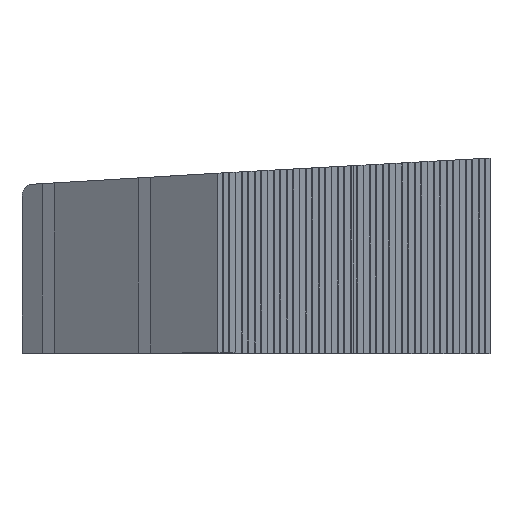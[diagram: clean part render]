
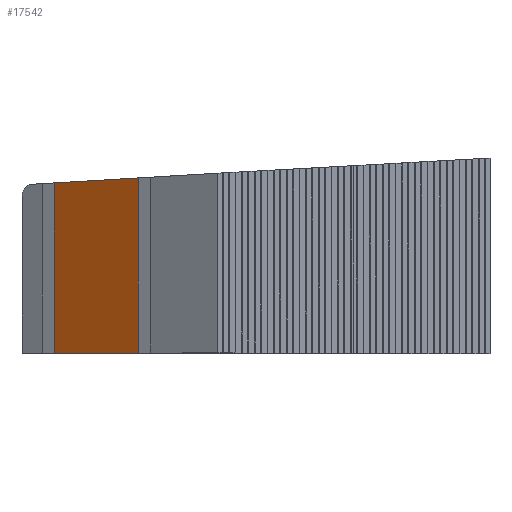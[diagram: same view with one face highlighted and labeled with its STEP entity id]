
A CAD part, top view. The second image highlights one B-rep face of the part: STEP entity #17542.
In plain terms, the highlighted planar face has unit normal (-0.609, 0, 0.793).
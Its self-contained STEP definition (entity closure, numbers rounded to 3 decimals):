
#17434 = EDGE_CURVE('',#17435,#17437,#17439,.T.);
#17435 = VERTEX_POINT('',#17436);
#17436 = CARTESIAN_POINT('',(11056.924,0.,3921.015));
#17437 = VERTEX_POINT('',#17438);
#17438 = CARTESIAN_POINT('',(11056.924,565.049,
    3921.015));
#17439 = SURFACE_CURVE('',#17440,(#17444,#17455),.PCURVE_S1.);
#17440 = LINE('',#17441,#17442);
#17441 = CARTESIAN_POINT('',(11056.924,1.04,
    3921.015));
#17442 = VECTOR('',#17443,1.);
#17443 = DIRECTION('',(-0.,1.,-0.));
#17444 = PCURVE('',#17445,#17450);
#17445 = PLANE('',#17446);
#17446 = AXIS2_PLACEMENT_3D('',#17447,#17448,#17449);
#17447 = CARTESIAN_POINT('',(10943.432,22.278,
    3850.872));
#17448 = DIRECTION('',(-0.526,0.,0.851));
#17449 = DIRECTION('',(0.851,0.,0.526));
#17450 = DEFINITIONAL_REPRESENTATION('',(#17451),#17454);
#17451 = B_SPLINE_CURVE_WITH_KNOTS('',1,(#17452,#17453),.UNSPECIFIED.,
  .F.,.F.,(2,2),(-654.708,709.34),
  .PIECEWISE_BEZIER_KNOTS.);
#17452 = CARTESIAN_POINT('',(133.418,-675.945));
#17453 = CARTESIAN_POINT('',(133.418,688.103));
#17454 = ( GEOMETRIC_REPRESENTATION_CONTEXT(2) 
PARAMETRIC_REPRESENTATION_CONTEXT() REPRESENTATION_CONTEXT('2D SPACE',''
  ) );
#17455 = PCURVE('',#17456,#17461);
#17456 = PLANE('',#17457);
#17457 = AXIS2_PLACEMENT_3D('',#17458,#17459,#17460);
#17458 = CARTESIAN_POINT('',(-6932.039,-20.197,
    -9874.187));
#17459 = DIRECTION('',(0.609,0.,-0.794));
#17460 = DIRECTION('',(0.,-1.,0.));
#17461 = DEFINITIONAL_REPRESENTATION('',(#17462),#17465);
#17462 = B_SPLINE_CURVE_WITH_KNOTS('',1,(#17463,#17464),.UNSPECIFIED.,
  .F.,.F.,(2,2),(-654.708,709.34),
  .PIECEWISE_BEZIER_KNOTS.);
#17463 = CARTESIAN_POINT('',(633.471,-22669.591));
#17464 = CARTESIAN_POINT('',(-730.577,-22669.591));
#17465 = ( GEOMETRIC_REPRESENTATION_CONTEXT(2) 
PARAMETRIC_REPRESENTATION_CONTEXT() REPRESENTATION_CONTEXT('2D SPACE',''
  ) );
#17482 = PLANE('',#17483);
#17483 = AXIS2_PLACEMENT_3D('',#17484,#17485,#17486);
#17484 = CARTESIAN_POINT('',(0.,0.,-7500.));
#17485 = DIRECTION('',(0.,-1.,-0.));
#17486 = DIRECTION('',(1.,0.,0.));
#17532 = PLANE('',#17533);
#17533 = AXIS2_PLACEMENT_3D('',#17534,#17535,#17536);
#17534 = CARTESIAN_POINT('',(4.582,-78.677,0.));
#17535 = DIRECTION('',(0.058,-0.998,0.));
#17536 = DIRECTION('',(0.,0.,-1.));
#17542 = ADVANCED_FACE('',(#17543),#17456,.F.);
#17543 = FACE_BOUND('',#17544,.F.);
#17544 = EDGE_LOOP('',(#17545,#17566,#17567,#17588));
#17545 = ORIENTED_EDGE('',*,*,#17546,.T.);
#17546 = EDGE_CURVE('',#17547,#17435,#17549,.T.);
#17547 = VERTEX_POINT('',#17548);
#17548 = CARTESIAN_POINT('',(11336.541,0.,4135.445));
#17549 = SURFACE_CURVE('',#17550,(#17554,#17560),.PCURVE_S1.);
#17550 = LINE('',#17551,#17552);
#17551 = CARTESIAN_POINT('',(-4176.297,0.,-7760.89)
  );
#17552 = VECTOR('',#17553,1.);
#17553 = DIRECTION('',(-0.794,0.,-0.609));
#17554 = PCURVE('',#17456,#17555);
#17555 = DEFINITIONAL_REPRESENTATION('',(#17556),#17559);
#17556 = B_SPLINE_CURVE_WITH_KNOTS('',1,(#17557,#17558),.UNSPECIFIED.,
  .F.,.F.,(2,2),(-19584.429,-19161.584),
  .PIECEWISE_BEZIER_KNOTS.);
#17557 = CARTESIAN_POINT('',(-20.197,-23057.2));
#17558 = CARTESIAN_POINT('',(-20.197,-22634.354));
#17559 = ( GEOMETRIC_REPRESENTATION_CONTEXT(2) 
PARAMETRIC_REPRESENTATION_CONTEXT() REPRESENTATION_CONTEXT('2D SPACE',''
  ) );
#17560 = PCURVE('',#17482,#17561);
#17561 = DEFINITIONAL_REPRESENTATION('',(#17562),#17565);
#17562 = B_SPLINE_CURVE_WITH_KNOTS('',1,(#17563,#17564),.UNSPECIFIED.,
  .F.,.F.,(2,2),(-19584.429,-19161.584),
  .PIECEWISE_BEZIER_KNOTS.);
#17563 = CARTESIAN_POINT('',(11364.502,11656.888));
#17564 = CARTESIAN_POINT('',(11028.962,11399.572));
#17565 = ( GEOMETRIC_REPRESENTATION_CONTEXT(2) 
PARAMETRIC_REPRESENTATION_CONTEXT() REPRESENTATION_CONTEXT('2D SPACE',''
  ) );
#17566 = ORIENTED_EDGE('',*,*,#17434,.T.);
#17567 = ORIENTED_EDGE('',*,*,#17568,.F.);
#17568 = EDGE_CURVE('',#17569,#17437,#17571,.T.);
#17569 = VERTEX_POINT('',#17570);
#17570 = CARTESIAN_POINT('',(11336.541,581.334,
    4135.445));
#17571 = SURFACE_CURVE('',#17572,(#17576,#17582),.PCURVE_S1.);
#17572 = LINE('',#17573,#17574);
#17573 = CARTESIAN_POINT('',(-2357.904,-216.276,
    -6366.419));
#17574 = VECTOR('',#17575,1.);
#17575 = DIRECTION('',(-0.793,-0.046,
    -0.608));
#17576 = PCURVE('',#17456,#17577);
#17577 = DEFINITIONAL_REPRESENTATION('',(#17578),#17581);
#17578 = B_SPLINE_CURVE_WITH_KNOTS('',1,(#17579,#17580),.UNSPECIFIED.,
  .F.,.F.,(2,2),(-18108.452,-16598.684),
  .PIECEWISE_BEZIER_KNOTS.);
#17579 = CARTESIAN_POINT('',(-639.96,-23853.442));
#17580 = CARTESIAN_POINT('',(-570.256,-22345.284));
#17581 = ( GEOMETRIC_REPRESENTATION_CONTEXT(2) 
PARAMETRIC_REPRESENTATION_CONTEXT() REPRESENTATION_CONTEXT('2D SPACE',''
  ) );
#17582 = PCURVE('',#17532,#17583);
#17583 = DEFINITIONAL_REPRESENTATION('',(#17584),#17587);
#17584 = B_SPLINE_CURVE_WITH_KNOTS('',1,(#17585,#17586),.UNSPECIFIED.,
  .F.,.F.,(2,2),(-18108.452,-16598.684),
  .PIECEWISE_BEZIER_KNOTS.);
#17585 = CARTESIAN_POINT('',(-4641.427,12012.083));
#17586 = CARTESIAN_POINT('',(-3723.663,10813.289));
#17587 = ( GEOMETRIC_REPRESENTATION_CONTEXT(2) 
PARAMETRIC_REPRESENTATION_CONTEXT() REPRESENTATION_CONTEXT('2D SPACE',''
  ) );
#17588 = ORIENTED_EDGE('',*,*,#17589,.F.);
#17589 = EDGE_CURVE('',#17547,#17569,#17590,.T.);
#17590 = SURFACE_CURVE('',#17591,(#17595,#17601),.PCURVE_S1.);
#17591 = LINE('',#17592,#17593);
#17592 = CARTESIAN_POINT('',(11336.541,1.04,
    4135.445));
#17593 = VECTOR('',#17594,1.);
#17594 = DIRECTION('',(-0.,1.,-0.));
#17595 = PCURVE('',#17456,#17596);
#17596 = DEFINITIONAL_REPRESENTATION('',(#17597),#17600);
#17597 = B_SPLINE_CURVE_WITH_KNOTS('',1,(#17598,#17599),.UNSPECIFIED.,
  .F.,.F.,(2,2),(-654.708,709.34),
  .PIECEWISE_BEZIER_KNOTS.);
#17598 = CARTESIAN_POINT('',(633.471,-23021.963));
#17599 = CARTESIAN_POINT('',(-730.577,-23021.963));
#17600 = ( GEOMETRIC_REPRESENTATION_CONTEXT(2) 
PARAMETRIC_REPRESENTATION_CONTEXT() REPRESENTATION_CONTEXT('2D SPACE',''
  ) );
#17601 = PCURVE('',#17602,#17607);
#17602 = PLANE('',#17603);
#17603 = AXIS2_PLACEMENT_3D('',#17604,#17605,#17606);
#17604 = CARTESIAN_POINT('',(10924.821,22.278,
    3880.985));
#17605 = DIRECTION('',(-0.526,0.,0.851));
#17606 = DIRECTION('',(0.851,0.,0.526));
#17607 = DEFINITIONAL_REPRESENTATION('',(#17608),#17611);
#17608 = B_SPLINE_CURVE_WITH_KNOTS('',1,(#17609,#17610),.UNSPECIFIED.,
  .F.,.F.,(2,2),(-654.708,709.34),
  .PIECEWISE_BEZIER_KNOTS.);
#17609 = CARTESIAN_POINT('',(484.007,-675.945));
#17610 = CARTESIAN_POINT('',(484.007,688.103));
#17611 = ( GEOMETRIC_REPRESENTATION_CONTEXT(2) 
PARAMETRIC_REPRESENTATION_CONTEXT() REPRESENTATION_CONTEXT('2D SPACE',''
  ) );
